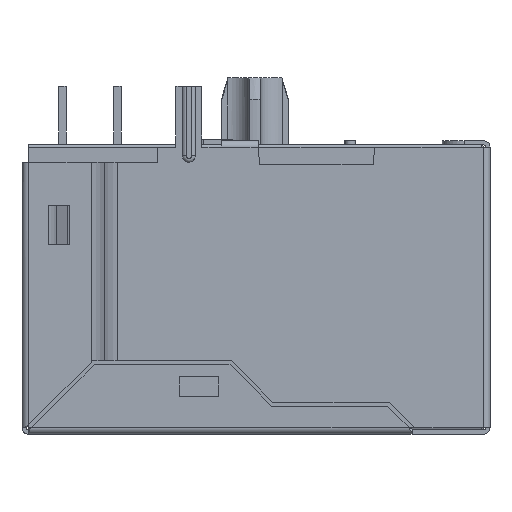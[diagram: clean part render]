
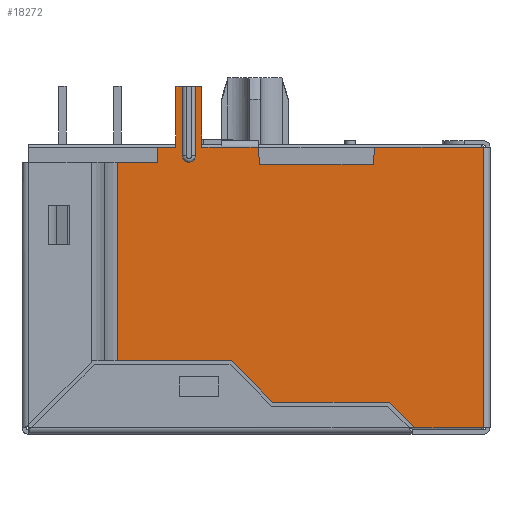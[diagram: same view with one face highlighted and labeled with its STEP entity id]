
A CAD part, left-side view. The second image highlights one B-rep face of the part: STEP entity #18272.
In plain terms, the highlighted planar face has unit normal (-1, 0, 0).
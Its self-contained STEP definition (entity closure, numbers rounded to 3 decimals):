
#674=CIRCLE('',#19058,0.3);
#1255=ORIENTED_EDGE('',*,*,#5228,.F.);
#1256=ORIENTED_EDGE('',*,*,#5229,.F.);
#1257=ORIENTED_EDGE('',*,*,#5230,.T.);
#1258=ORIENTED_EDGE('',*,*,#5231,.T.);
#1259=ORIENTED_EDGE('',*,*,#5232,.T.);
#1260=ORIENTED_EDGE('',*,*,#5233,.T.);
#1261=ORIENTED_EDGE('',*,*,#5234,.T.);
#1262=ORIENTED_EDGE('',*,*,#5235,.T.);
#1263=ORIENTED_EDGE('',*,*,#5236,.T.);
#1264=ORIENTED_EDGE('',*,*,#5237,.T.);
#1265=ORIENTED_EDGE('',*,*,#5238,.T.);
#1266=ORIENTED_EDGE('',*,*,#5239,.T.);
#1267=ORIENTED_EDGE('',*,*,#5240,.T.);
#1268=ORIENTED_EDGE('',*,*,#5241,.F.);
#1269=ORIENTED_EDGE('',*,*,#5242,.F.);
#1270=ORIENTED_EDGE('',*,*,#5243,.F.);
#1271=ORIENTED_EDGE('',*,*,#5244,.T.);
#1272=ORIENTED_EDGE('',*,*,#4929,.T.);
#1273=ORIENTED_EDGE('',*,*,#4906,.F.);
#1274=ORIENTED_EDGE('',*,*,#5245,.F.);
#1275=ORIENTED_EDGE('',*,*,#5246,.T.);
#1276=ORIENTED_EDGE('',*,*,#5247,.T.);
#1277=ORIENTED_EDGE('',*,*,#5248,.T.);
#4906=EDGE_CURVE('',#6903,#6905,#8210,.T.);
#4929=EDGE_CURVE('',#6924,#6905,#8226,.T.);
#5228=EDGE_CURVE('',#7202,#7203,#8348,.T.);
#5229=EDGE_CURVE('',#7204,#7202,#8349,.T.);
#5230=EDGE_CURVE('',#7204,#7205,#8350,.T.);
#5231=EDGE_CURVE('',#7205,#7206,#8351,.T.);
#5232=EDGE_CURVE('',#7206,#7207,#8352,.T.);
#5233=EDGE_CURVE('',#7207,#7208,#8353,.T.);
#5234=EDGE_CURVE('',#7208,#7209,#8354,.T.);
#5235=EDGE_CURVE('',#7209,#7210,#8355,.T.);
#5236=EDGE_CURVE('',#7210,#7211,#8356,.T.);
#5237=EDGE_CURVE('',#7211,#7212,#8357,.T.);
#5238=EDGE_CURVE('',#7212,#7213,#8358,.T.);
#5239=EDGE_CURVE('',#7213,#7214,#8359,.T.);
#5240=EDGE_CURVE('',#7214,#7215,#8360,.T.);
#5241=EDGE_CURVE('',#7216,#7215,#8361,.T.);
#5242=EDGE_CURVE('',#7217,#7216,#8362,.T.);
#5243=EDGE_CURVE('',#7218,#7217,#8363,.T.);
#5244=EDGE_CURVE('',#7218,#6924,#8364,.T.);
#5245=EDGE_CURVE('',#7219,#6903,#8365,.T.);
#5246=EDGE_CURVE('',#7219,#7220,#8366,.T.);
#5247=EDGE_CURVE('',#7220,#7221,#674,.F.);
#5248=EDGE_CURVE('',#7221,#7203,#8367,.T.);
#6903=VERTEX_POINT('',#23240);
#6905=VERTEX_POINT('',#23243);
#6924=VERTEX_POINT('',#23288);
#7202=VERTEX_POINT('',#24781);
#7203=VERTEX_POINT('',#24782);
#7204=VERTEX_POINT('',#24784);
#7205=VERTEX_POINT('',#24786);
#7206=VERTEX_POINT('',#24788);
#7207=VERTEX_POINT('',#24790);
#7208=VERTEX_POINT('',#24792);
#7209=VERTEX_POINT('',#24794);
#7210=VERTEX_POINT('',#24796);
#7211=VERTEX_POINT('',#24798);
#7212=VERTEX_POINT('',#24800);
#7213=VERTEX_POINT('',#24802);
#7214=VERTEX_POINT('',#24804);
#7215=VERTEX_POINT('',#24806);
#7216=VERTEX_POINT('',#24808);
#7217=VERTEX_POINT('',#24810);
#7218=VERTEX_POINT('',#24812);
#7219=VERTEX_POINT('',#24815);
#7220=VERTEX_POINT('',#24817);
#7221=VERTEX_POINT('',#24819);
#8210=LINE('',#23242,#9544);
#8226=LINE('',#23290,#9560);
#8348=LINE('',#24780,#9682);
#8349=LINE('',#24783,#9683);
#8350=LINE('',#24785,#9684);
#8351=LINE('',#24787,#9685);
#8352=LINE('',#24789,#9686);
#8353=LINE('',#24791,#9687);
#8354=LINE('',#24793,#9688);
#8355=LINE('',#24795,#9689);
#8356=LINE('',#24797,#9690);
#8357=LINE('',#24799,#9691);
#8358=LINE('',#24801,#9692);
#8359=LINE('',#24803,#9693);
#8360=LINE('',#24805,#9694);
#8361=LINE('',#24807,#9695);
#8362=LINE('',#24809,#9696);
#8363=LINE('',#24811,#9697);
#8364=LINE('',#24813,#9698);
#8365=LINE('',#24814,#9699);
#8366=LINE('',#24816,#9700);
#8367=LINE('',#24820,#9701);
#9544=VECTOR('',#19973,1000.);
#9560=VECTOR('',#20013,1000.);
#9682=VECTOR('',#20229,1000.);
#9683=VECTOR('',#20230,1000.);
#9684=VECTOR('',#20231,1000.);
#9685=VECTOR('',#20232,1000.);
#9686=VECTOR('',#20233,1000.);
#9687=VECTOR('',#20234,1000.);
#9688=VECTOR('',#20235,1000.);
#9689=VECTOR('',#20236,1000.);
#9690=VECTOR('',#20237,1000.);
#9691=VECTOR('',#20238,1000.);
#9692=VECTOR('',#20239,1000.);
#9693=VECTOR('',#20240,1000.);
#9694=VECTOR('',#20241,1000.);
#9695=VECTOR('',#20242,1000.);
#9696=VECTOR('',#20243,1000.);
#9697=VECTOR('',#20244,1000.);
#9698=VECTOR('',#20245,1000.);
#9699=VECTOR('',#20246,1000.);
#9700=VECTOR('',#20247,1000.);
#9701=VECTOR('',#20250,1000.);
#10927=EDGE_LOOP('',(#1255,#1256,#1257,#1258,#1259,#1260,#1261,#1262,#1263,
#1264,#1265,#1266,#1267,#1268,#1269,#1270,#1271,#1272,#1273,#1274,#1275,
#1276,#1277));
#11743=FACE_BOUND('',#10927,.T.);
#12527=PLANE('',#19057);
#18272=ADVANCED_FACE('',(#11743),#12527,.T.);
#19057=AXIS2_PLACEMENT_3D('',#24779,#20227,#20228);
#19058=AXIS2_PLACEMENT_3D('',#24818,#20248,#20249);
#19973=DIRECTION('',(0.,0.,-1.));
#20013=DIRECTION('',(0.,1.,0.));
#20227=DIRECTION('',(-1.,0.,0.));
#20228=DIRECTION('',(0.,0.,1.));
#20229=DIRECTION('',(0.,-1.,0.));
#20230=DIRECTION('',(0.,0.,1.));
#20231=DIRECTION('',(0.,1.,0.));
#20232=DIRECTION('',(0.,0.,-1.));
#20233=DIRECTION('',(0.,1.,0.));
#20234=DIRECTION('',(0.,0.,-1.));
#20235=DIRECTION('',(0.,-1.,0.));
#20236=DIRECTION('',(0.,-0.707,-0.707));
#20237=DIRECTION('',(0.,-1.,0.));
#20238=DIRECTION('',(0.,-0.707,-0.707));
#20239=DIRECTION('',(0.,-1.,0.));
#20240=DIRECTION('',(0.,0.,1.));
#20241=DIRECTION('',(0.,1.,0.));
#20242=DIRECTION('',(0.,-0.086,0.996));
#20243=DIRECTION('',(0.,-1.,0.));
#20244=DIRECTION('',(0.,-0.086,-0.996));
#20245=DIRECTION('',(0.,1.,0.));
#20246=DIRECTION('',(0.,-1.,0.));
#20247=DIRECTION('',(0.,0.,-1.));
#20248=DIRECTION('',(-1.,0.,0.));
#20249=DIRECTION('',(0.,0.,1.));
#20250=DIRECTION('',(0.,0.,1.));
#23240=CARTESIAN_POINT('',(-8.,2.5,9.275));
#23242=CARTESIAN_POINT('',(-8.,2.5,9.675));
#23243=CARTESIAN_POINT('',(-8.,2.5,6.475));
#23288=CARTESIAN_POINT('',(-8.,1.6,6.475));
#23290=CARTESIAN_POINT('',(-8.,-10.63,6.475));
#24779=CARTESIAN_POINT('',(-8.,-10.63,-6.475));
#24780=CARTESIAN_POINT('',(-8.,-10.63,9.275));
#24781=CARTESIAN_POINT('',(-8.,3.7,9.275));
#24782=CARTESIAN_POINT('',(-8.,3.4,9.275));
#24783=CARTESIAN_POINT('',(-8.,3.7,6.475));
#24784=CARTESIAN_POINT('',(-8.,3.7,6.475));
#24785=CARTESIAN_POINT('',(-8.,-10.63,6.475));
#24786=CARTESIAN_POINT('',(-8.,4.55,6.475));
#24787=CARTESIAN_POINT('',(-8.,4.55,6.475));
#24788=CARTESIAN_POINT('',(-8.,4.55,5.775));
#24789=CARTESIAN_POINT('',(-8.,4.55,5.775));
#24790=CARTESIAN_POINT('',(-8.,6.4,5.775));
#24791=CARTESIAN_POINT('',(-8.,6.4,5.775));
#24792=CARTESIAN_POINT('',(-8.,6.4,-3.391));
#24793=CARTESIAN_POINT('',(-8.,6.4,-3.391));
#24794=CARTESIAN_POINT('',(-8.,1.124,-3.391));
#24795=CARTESIAN_POINT('',(-8.,1.124,-3.391));
#24796=CARTESIAN_POINT('',(-8.,-0.776,-5.291));
#24797=CARTESIAN_POINT('',(-8.,-0.776,-5.291));
#24798=CARTESIAN_POINT('',(-8.,-6.146,-5.291));
#24799=CARTESIAN_POINT('',(-8.,-6.146,-5.291));
#24800=CARTESIAN_POINT('',(-8.,-7.33,-6.475));
#24801=CARTESIAN_POINT('',(-8.,-7.33,-6.475));
#24802=CARTESIAN_POINT('',(-8.,-10.5,-6.475));
#24803=CARTESIAN_POINT('',(-8.,-10.5,-6.475));
#24804=CARTESIAN_POINT('',(-8.,-10.5,6.475));
#24805=CARTESIAN_POINT('',(-8.,-10.63,6.475));
#24806=CARTESIAN_POINT('',(-8.,-5.475,6.475));
#24807=CARTESIAN_POINT('',(-8.,-5.406,5.675));
#24808=CARTESIAN_POINT('',(-8.,-5.406,5.675));
#24809=CARTESIAN_POINT('',(-8.,-0.169,5.675));
#24810=CARTESIAN_POINT('',(-8.,-0.169,5.675));
#24811=CARTESIAN_POINT('',(-8.,-0.1,6.475));
#24812=CARTESIAN_POINT('',(-8.,-0.1,6.475));
#24813=CARTESIAN_POINT('',(-8.,-0.1,6.475));
#24814=CARTESIAN_POINT('',(-8.,-10.63,9.275));
#24815=CARTESIAN_POINT('',(-8.,2.8,9.275));
#24816=CARTESIAN_POINT('',(-8.,2.8,-6.475));
#24817=CARTESIAN_POINT('',(-8.,2.8,6.075));
#24818=CARTESIAN_POINT('',(-8.,3.1,6.075));
#24819=CARTESIAN_POINT('',(-8.,3.4,6.075));
#24820=CARTESIAN_POINT('',(-8.,3.4,-6.475));
